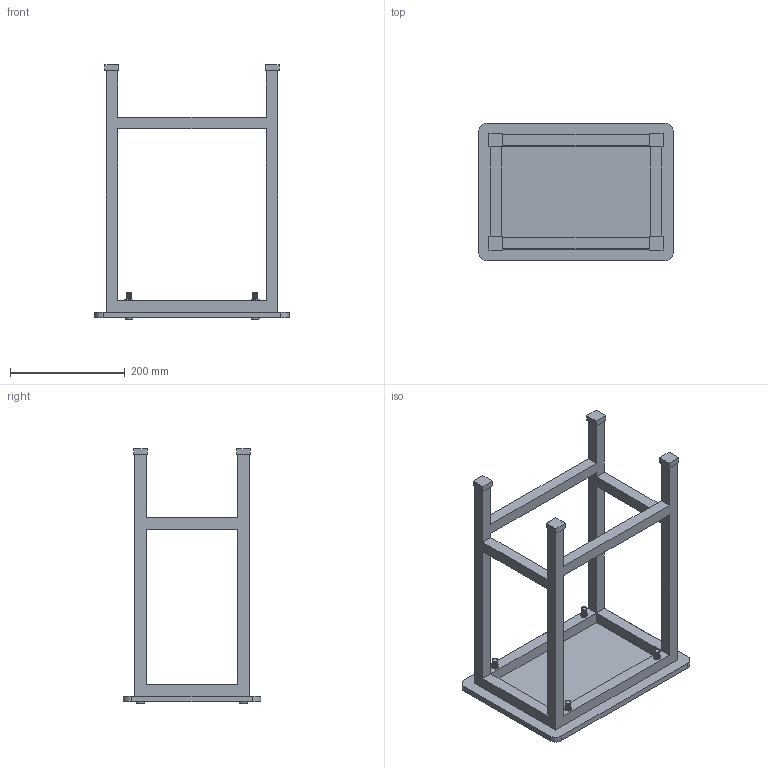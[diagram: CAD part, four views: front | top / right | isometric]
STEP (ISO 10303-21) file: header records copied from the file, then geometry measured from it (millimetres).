
FILE_DESCRIPTION (( 'STEP AP214' ), '1' );
FILE_NAME ('掛郬.STEP', '2025-01-17T12:58:52', ( '' ), ( '' ), 'SwSTEP 2.0', 'SolidWorks 2024', '' );
FILE_SCHEMA (( 'AUTOMOTIVE_DESIGN' ));
Length unit declared in the file: millimetre
Products named in the file (6): 角套; 本尊; 零件6; 零件5; 凳面; 铁角架
Assembly tree (14 placements, depth 2):
  本尊
    铁角架
    凳面
    角套  x4
    零件5  x4
    零件6  x4
Bounding box: 340 x 240 x 444.5 mm (x, y, z)
Volume: 2188020.9 mm3; surface area: 467921.1 mm2
Topology: 14 solids, 14 shells, 407 faces, 1084 edges, 708 vertices
Faces by surface type: cylinder 232, plane 143, bspline 28, sphere 4
Entity records: 11008 total; most frequent: CARTESIAN_POINT 7270, ORIENTED_EDGE 808, DIRECTION 658, EDGE_CURVE 404, VERTEX_POINT 263, VECTOR 242, LINE 242, AXIS2_PLACEMENT_3D 208
